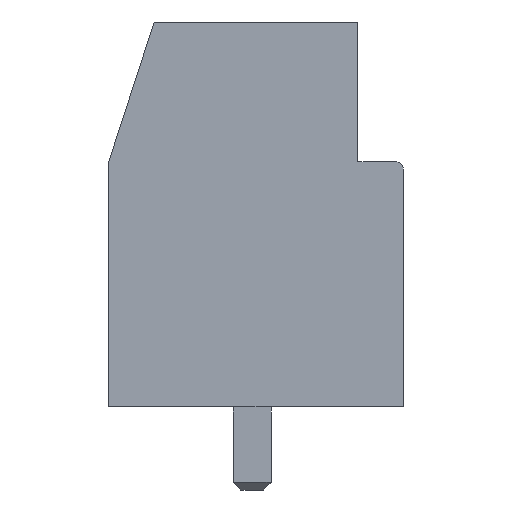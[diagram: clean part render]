
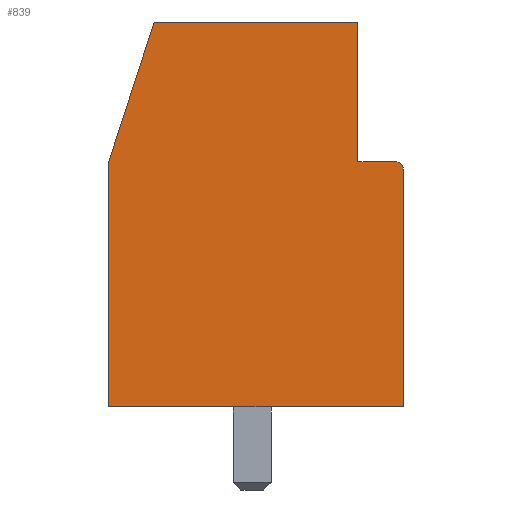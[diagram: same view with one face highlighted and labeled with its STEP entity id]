
A CAD part, front view. The second image highlights one B-rep face of the part: STEP entity #839.
In plain terms, the highlighted planar face has unit normal (0, -1, 0).
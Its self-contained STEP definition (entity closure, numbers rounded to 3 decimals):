
#101 = LINE ( 'NONE', #1296, #1980 ) ;
#132 = ORIENTED_EDGE ( 'NONE', *, *, #674, .T. ) ;
#141 = VECTOR ( 'NONE', #1145, 1000. ) ;
#146 = DIRECTION ( 'NONE',  ( 0., -1., 0. ) ) ;
#169 = LINE ( 'NONE', #608, #941 ) ;
#285 = CARTESIAN_POINT ( 'NONE',  ( 0., 0., 0. ) ) ;
#327 = EDGE_CURVE ( 'NONE', #1521, #2010, #169, .T. ) ;
#344 = VECTOR ( 'NONE', #365, 1000. ) ;
#353 = EDGE_CURVE ( 'NONE', #2010, #2221, #2283, .T. ) ;
#365 = DIRECTION ( 'NONE',  ( 1., 0., 0. ) ) ;
#418 = CARTESIAN_POINT ( 'NONE',  ( -7.8, 0., 6.5 ) ) ;
#515 = EDGE_LOOP ( 'NONE', ( #132, #2998, #852, #1987, #2557, #2332, #1314, #2028 ) ) ;
#522 = VERTEX_POINT ( 'NONE', #2607 ) ;
#580 = FACE_OUTER_BOUND ( 'NONE', #515, .T. ) ;
#606 = VERTEX_POINT ( 'NONE', #989 ) ;
#608 = CARTESIAN_POINT ( 'NONE',  ( 0., 0., 6.5 ) ) ;
#674 = EDGE_CURVE ( 'NONE', #1941, #970, #2672, .T. ) ;
#823 = DIRECTION ( 'NONE',  ( -1., 0., 0. ) ) ;
#839 = ADVANCED_FACE ( 'NONE', ( #580 ), #1796, .F. ) ;
#852 = ORIENTED_EDGE ( 'NONE', *, *, #327, .T. ) ;
#879 = CARTESIAN_POINT ( 'NONE',  ( 0., 0., 0. ) ) ;
#941 = VECTOR ( 'NONE', #823, 1000. ) ;
#970 = VERTEX_POINT ( 'NONE', #2810 ) ;
#989 = CARTESIAN_POINT ( 'NONE',  ( -6.6, 0., 10.2 ) ) ;
#1024 = LINE ( 'NONE', #1073, #344 ) ;
#1067 = EDGE_CURVE ( 'NONE', #606, #522, #2542, .T. ) ;
#1073 = CARTESIAN_POINT ( 'NONE',  ( 0., 0., 0. ) ) ;
#1077 = CARTESIAN_POINT ( 'NONE',  ( -0.2, 0., 6.3 ) ) ;
#1102 = DIRECTION ( 'NONE',  ( 0., 0., 1. ) ) ;
#1106 = DIRECTION ( 'NONE',  ( 0., 0., -1. ) ) ;
#1145 = DIRECTION ( 'NONE',  ( -0.309, 0., -0.951 ) ) ;
#1288 = DIRECTION ( 'NONE',  ( 0., 0., 1. ) ) ;
#1296 = CARTESIAN_POINT ( 'NONE',  ( -7.8, 0., 10.2 ) ) ;
#1314 = ORIENTED_EDGE ( 'NONE', *, *, #2470, .T. ) ;
#1316 = VERTEX_POINT ( 'NONE', #2733 ) ;
#1362 = EDGE_CURVE ( 'NONE', #1316, #1941, #1024, .T. ) ;
#1521 = VERTEX_POINT ( 'NONE', #2539 ) ;
#1566 = LINE ( 'NONE', #2026, #2935 ) ;
#1654 = CARTESIAN_POINT ( 'NONE',  ( -1.2, 0., 10.2 ) ) ;
#1714 = EDGE_CURVE ( 'NONE', #2221, #606, #101, .T. ) ;
#1731 = DIRECTION ( 'NONE',  ( 0., 0., 1. ) ) ;
#1790 = CARTESIAN_POINT ( 'NONE',  ( -1.2, 0., 6.5 ) ) ;
#1796 = PLANE ( 'NONE',  #1968 ) ;
#1941 = VERTEX_POINT ( 'NONE', #285 ) ;
#1954 = DIRECTION ( 'NONE',  ( -1., 0., 0. ) ) ;
#1968 = AXIS2_PLACEMENT_3D ( 'NONE', #879, #2475, #2012 ) ;
#1980 = VECTOR ( 'NONE', #1954, 1000. ) ;
#1987 = ORIENTED_EDGE ( 'NONE', *, *, #353, .T. ) ;
#2010 = VERTEX_POINT ( 'NONE', #2987 ) ;
#2012 = DIRECTION ( 'NONE',  ( 0., 0., 1. ) ) ;
#2026 = CARTESIAN_POINT ( 'NONE',  ( -7.8, 0., 0. ) ) ;
#2028 = ORIENTED_EDGE ( 'NONE', *, *, #1362, .T. ) ;
#2082 = EDGE_CURVE ( 'NONE', #970, #1521, #2641, .T. ) ;
#2208 = CARTESIAN_POINT ( 'NONE',  ( 0., 0., 10.2 ) ) ;
#2221 = VERTEX_POINT ( 'NONE', #1654 ) ;
#2283 = LINE ( 'NONE', #1790, #3065 ) ;
#2332 = ORIENTED_EDGE ( 'NONE', *, *, #1067, .T. ) ;
#2468 = VECTOR ( 'NONE', #1731, 1000. ) ;
#2470 = EDGE_CURVE ( 'NONE', #522, #1316, #1566, .T. ) ;
#2475 = DIRECTION ( 'NONE',  ( 0., 1., 0. ) ) ;
#2539 = CARTESIAN_POINT ( 'NONE',  ( -0.2, 0., 6.5 ) ) ;
#2542 = LINE ( 'NONE', #418, #141 ) ;
#2557 = ORIENTED_EDGE ( 'NONE', *, *, #1714, .T. ) ;
#2607 = CARTESIAN_POINT ( 'NONE',  ( -7.8, 0., 6.5 ) ) ;
#2641 = CIRCLE ( 'NONE', #3033, 0.2 ) ;
#2672 = LINE ( 'NONE', #2208, #2468 ) ;
#2733 = CARTESIAN_POINT ( 'NONE',  ( -7.8, 0., 0. ) ) ;
#2810 = CARTESIAN_POINT ( 'NONE',  ( 0., 0., 6.3 ) ) ;
#2935 = VECTOR ( 'NONE', #1106, 1000. ) ;
#2987 = CARTESIAN_POINT ( 'NONE',  ( -1.2, 0., 6.5 ) ) ;
#2998 = ORIENTED_EDGE ( 'NONE', *, *, #2082, .T. ) ;
#3033 = AXIS2_PLACEMENT_3D ( 'NONE', #1077, #146, #1288 ) ;
#3065 = VECTOR ( 'NONE', #1102, 1000. ) ;
